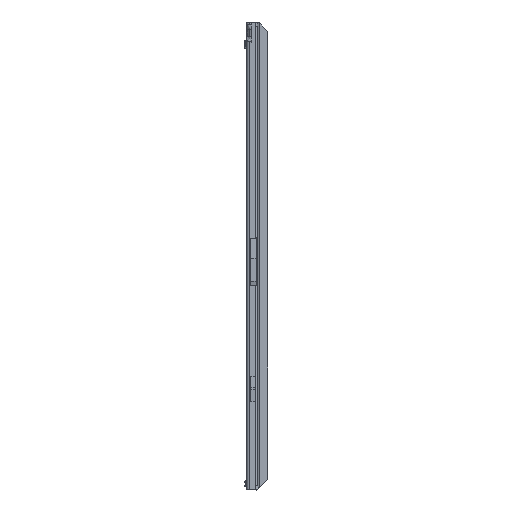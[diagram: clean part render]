
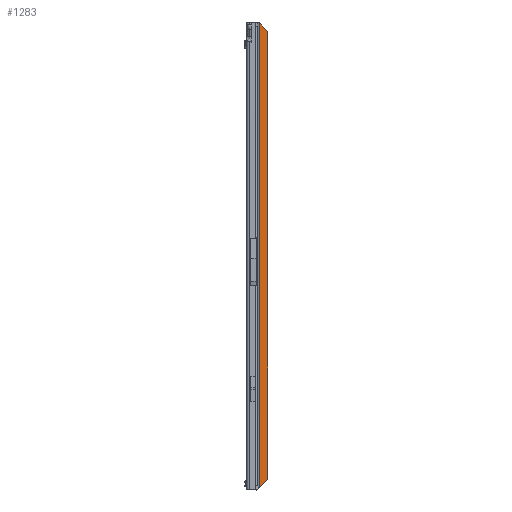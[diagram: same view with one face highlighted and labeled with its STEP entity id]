
A CAD part, front view. The second image highlights one B-rep face of the part: STEP entity #1283.
In plain terms, the highlighted planar face has unit normal (0, -1, 0).
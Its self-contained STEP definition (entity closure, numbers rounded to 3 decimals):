
#57 = EDGE_CURVE ( 'NONE', #19582, #15104, #23359, .T. ) ;
#475 = DIRECTION ( 'NONE',  ( 0.707, 0., 0.707 ) ) ;
#1283 = ADVANCED_FACE ( 'NONE', ( #2175 ), #26158, .T. ) ;
#1792 = CARTESIAN_POINT ( 'NONE',  ( 348.65, 0.9, -348.65 ) ) ;
#2175 = FACE_OUTER_BOUND ( 'NONE', #6894, .T. ) ;
#2976 = CARTESIAN_POINT ( 'NONE',  ( -0.35, 0.9, -0.35 ) ) ;
#3622 = DIRECTION ( 'NONE',  ( 0., 0., -1. ) ) ;
#5324 = ORIENTED_EDGE ( 'NONE', *, *, #14254, .T. ) ;
#5404 = DIRECTION ( 'NONE',  ( 1., 0., 0. ) ) ;
#6894 = EDGE_LOOP ( 'NONE', ( #19197, #11370, #15356, #5324 ) ) ;
#7087 = DIRECTION ( 'NONE',  ( 0., -1., 0. ) ) ;
#7179 = DIRECTION ( 'NONE',  ( -0.707, 0., 0.707 ) ) ;
#7911 = VERTEX_POINT ( 'NONE', #13065 ) ;
#10562 = DIRECTION ( 'NONE',  ( 0., 0., -1. ) ) ;
#11370 = ORIENTED_EDGE ( 'NONE', *, *, #18275, .T. ) ;
#11423 = CARTESIAN_POINT ( 'NONE',  ( 0.5, 0.9, -1.2 ) ) ;
#11904 = CARTESIAN_POINT ( 'NONE',  ( 13.5, 0.9, -14.2 ) ) ;
#13065 = CARTESIAN_POINT ( 'NONE',  ( 13.5, 0.9, -683.8 ) ) ;
#13285 = VECTOR ( 'NONE', #3622, 1000. ) ;
#14254 = EDGE_CURVE ( 'NONE', #25925, #19582, #22327, .T. ) ;
#15104 = VERTEX_POINT ( 'NONE', #16812 ) ;
#15356 = ORIENTED_EDGE ( 'NONE', *, *, #25116, .F. ) ;
#15716 = CARTESIAN_POINT ( 'NONE',  ( 0., 0.9, 0. ) ) ;
#16812 = CARTESIAN_POINT ( 'NONE',  ( 0.5, 0.9, -696.8 ) ) ;
#16978 = VECTOR ( 'NONE', #7179, 1000. ) ;
#18275 = EDGE_CURVE ( 'NONE', #15104, #7911, #23776, .T. ) ;
#19197 = ORIENTED_EDGE ( 'NONE', *, *, #57, .T. ) ;
#19582 = VERTEX_POINT ( 'NONE', #11423 ) ;
#21127 = CARTESIAN_POINT ( 'NONE',  ( 0.5, 0.9, 0. ) ) ;
#22156 = LINE ( 'NONE', #26496, #13285 ) ;
#22327 = LINE ( 'NONE', #2976, #16978 ) ;
#23277 = VECTOR ( 'NONE', #475, 1000. ) ;
#23359 = LINE ( 'NONE', #21127, #26342 ) ;
#23776 = LINE ( 'NONE', #1792, #23277 ) ;
#25116 = EDGE_CURVE ( 'NONE', #25925, #7911, #22156, .T. ) ;
#25925 = VERTEX_POINT ( 'NONE', #11904 ) ;
#26158 = PLANE ( 'NONE',  #26383 ) ;
#26342 = VECTOR ( 'NONE', #10562, 1000. ) ;
#26383 = AXIS2_PLACEMENT_3D ( 'NONE', #15716, #7087, #5404 ) ;
#26496 = CARTESIAN_POINT ( 'NONE',  ( 13.5, 0.9, -698. ) ) ;
